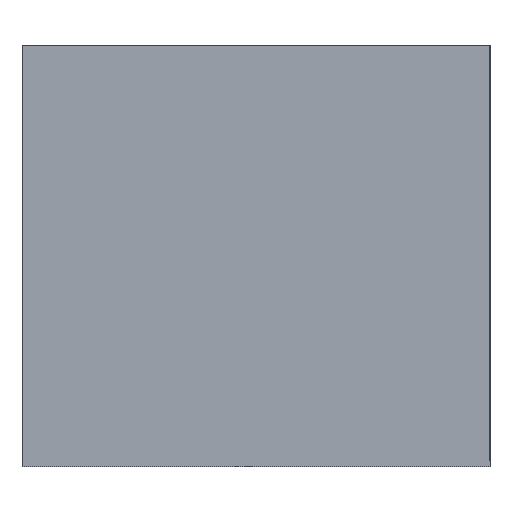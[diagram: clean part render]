
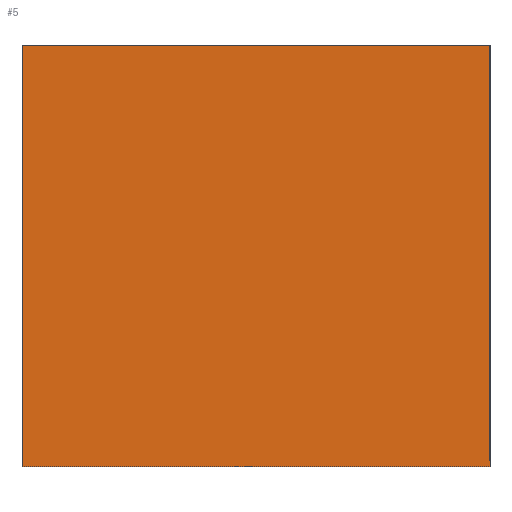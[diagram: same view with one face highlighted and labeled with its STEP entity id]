
A CAD part, front view. The second image highlights one B-rep face of the part: STEP entity #5.
In plain terms, the highlighted planar face has unit normal (0, -1, 0).
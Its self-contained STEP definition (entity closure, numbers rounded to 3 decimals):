
#2 = ORIENTED_EDGE ( 'NONE', *, *, #255, .T. ) ;
#5 = ADVANCED_FACE ( 'NONE', ( #308 ), #275, .T. ) ;
#6 = CARTESIAN_POINT ( 'NONE',  ( -0.25, -0.5, 0. ) ) ;
#27 = CARTESIAN_POINT ( 'NONE',  ( -0.25, -0.5, -0.45 ) ) ;
#39 = DIRECTION ( 'NONE',  ( 0., -1., 0. ) ) ;
#43 = EDGE_CURVE ( 'NONE', #165, #111, #153, .T. ) ;
#66 = AXIS2_PLACEMENT_3D ( 'NONE', #334, #39, #125 ) ;
#73 = CARTESIAN_POINT ( 'NONE',  ( 0.25, -0.5, -0.45 ) ) ;
#75 = LINE ( 'NONE', #298, #300 ) ;
#111 = VERTEX_POINT ( 'NONE', #231 ) ;
#125 = DIRECTION ( 'NONE',  ( -1., 0., 0. ) ) ;
#153 = LINE ( 'NONE', #6, #327 ) ;
#165 = VERTEX_POINT ( 'NONE', #295 ) ;
#190 = EDGE_CURVE ( 'NONE', #373, #242, #229, .T. ) ;
#192 = ORIENTED_EDGE ( 'NONE', *, *, #43, .T. ) ;
#197 = VECTOR ( 'NONE', #361, 1000. ) ;
#210 = LINE ( 'NONE', #354, #376 ) ;
#229 = LINE ( 'NONE', #381, #197 ) ;
#231 = CARTESIAN_POINT ( 'NONE',  ( -0.25, -0.5, 0. ) ) ;
#235 = DIRECTION ( 'NONE',  ( -1., 0., 0. ) ) ;
#241 = EDGE_LOOP ( 'NONE', ( #331, #282, #2, #192 ) ) ;
#242 = VERTEX_POINT ( 'NONE', #27 ) ;
#243 = EDGE_CURVE ( 'NONE', #242, #111, #210, .T. ) ;
#255 = EDGE_CURVE ( 'NONE', #373, #165, #75, .T. ) ;
#266 = DIRECTION ( 'NONE',  ( 0., 0., 1. ) ) ;
#275 = PLANE ( 'NONE',  #66 ) ;
#282 = ORIENTED_EDGE ( 'NONE', *, *, #190, .F. ) ;
#295 = CARTESIAN_POINT ( 'NONE',  ( 0.25, -0.5, 0. ) ) ;
#298 = CARTESIAN_POINT ( 'NONE',  ( 0.25, -0.5, 0. ) ) ;
#300 = VECTOR ( 'NONE', #386, 1000. ) ;
#308 = FACE_OUTER_BOUND ( 'NONE', #241, .T. ) ;
#327 = VECTOR ( 'NONE', #235, 1000. ) ;
#331 = ORIENTED_EDGE ( 'NONE', *, *, #243, .F. ) ;
#334 = CARTESIAN_POINT ( 'NONE',  ( -0.25, -0.5, 0. ) ) ;
#354 = CARTESIAN_POINT ( 'NONE',  ( -0.25, -0.5, 0. ) ) ;
#361 = DIRECTION ( 'NONE',  ( -1., 0., 0. ) ) ;
#373 = VERTEX_POINT ( 'NONE', #73 ) ;
#376 = VECTOR ( 'NONE', #266, 1000. ) ;
#381 = CARTESIAN_POINT ( 'NONE',  ( -0.25, -0.5, -0.45 ) ) ;
#386 = DIRECTION ( 'NONE',  ( 0., 0., 1. ) ) ;
